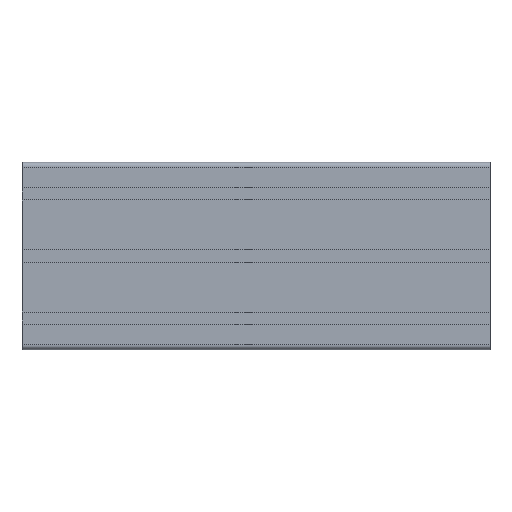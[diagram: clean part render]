
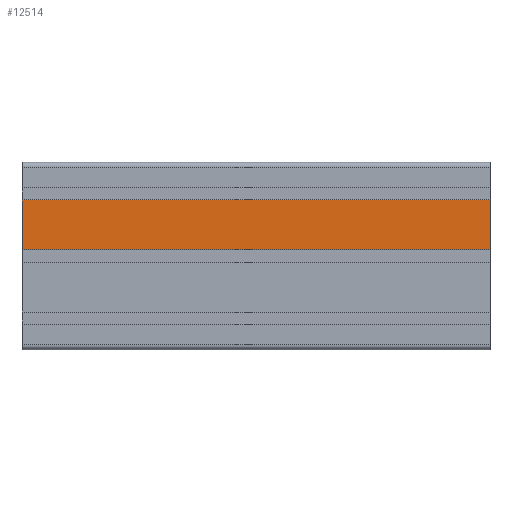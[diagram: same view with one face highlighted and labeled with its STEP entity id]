
A CAD part, left-side view. The second image highlights one B-rep face of the part: STEP entity #12514.
In plain terms, the highlighted face is planar.
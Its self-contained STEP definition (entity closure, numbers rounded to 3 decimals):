
#82 = EDGE_CURVE ( 'NONE', #6802, #14301, #3833, .T. ) ;
#84 = EDGE_CURVE ( 'NONE', #14264, #6802, #3834, .T. ) ;
#100 = EDGE_CURVE ( 'NONE', #14264, #14192, #3869, .T. ) ;
#160 = EDGE_CURVE ( 'NONE', #14192, #14301, #3975, .T. ) ;
#679 = VECTOR ( 'NONE', #3828, 1000. ) ;
#692 = VECTOR ( 'NONE', #3835, 1000. ) ;
#745 = VECTOR ( 'NONE', #3883, 1000. ) ;
#761 = VECTOR ( 'NONE', #4014, 1000. ) ;
#2674 = AXIS2_PLACEMENT_3D ( 'NONE', #9584, #9581, #9586 ) ;
#3827 = CARTESIAN_POINT ( 'NONE',  ( 20., 35.9, -300. ) ) ;
#3828 = DIRECTION ( 'NONE',  ( 0., 1., 0. ) ) ;
#3833 = LINE ( 'NONE', #3827, #692 ) ;
#3834 = LINE ( 'NONE', #3837, #679 ) ;
#3835 = DIRECTION ( 'NONE',  ( 0., 0., 1. ) ) ;
#3837 = CARTESIAN_POINT ( 'NONE',  ( 20., 4.1, -300. ) ) ;
#3869 = LINE ( 'NONE', #3870, #745 ) ;
#3870 = CARTESIAN_POINT ( 'NONE',  ( 20., 4.1, -300. ) ) ;
#3883 = DIRECTION ( 'NONE',  ( 0., 0., 1. ) ) ;
#3975 = LINE ( 'NONE', #4019, #761 ) ;
#4014 = DIRECTION ( 'NONE',  ( 0., 1., 0. ) ) ;
#4019 = CARTESIAN_POINT ( 'NONE',  ( 20., 4.1, 0. ) ) ;
#4178 = ORIENTED_EDGE ( 'NONE', *, *, #160, .F. ) ;
#4179 = ORIENTED_EDGE ( 'NONE', *, *, #82, .T. ) ;
#4184 = ORIENTED_EDGE ( 'NONE', *, *, #84, .T. ) ;
#4187 = ORIENTED_EDGE ( 'NONE', *, *, #100, .F. ) ;
#6448 = EDGE_LOOP ( 'NONE', ( #4178, #4187, #4184, #4179 ) ) ;
#6802 = VERTEX_POINT ( 'NONE', #13667 ) ;
#7855 = CARTESIAN_POINT ( 'NONE',  ( 20., 4.1, 0. ) ) ;
#8075 = CARTESIAN_POINT ( 'NONE',  ( 20., 4.1, -300. ) ) ;
#8160 = CARTESIAN_POINT ( 'NONE',  ( 20., 35.9, 0. ) ) ;
#9581 = DIRECTION ( 'NONE',  ( 1., 0., 0. ) ) ;
#9584 = CARTESIAN_POINT ( 'NONE',  ( 20., 4.1, -300. ) ) ;
#9586 = DIRECTION ( 'NONE',  ( 0., 0., -1. ) ) ;
#9587 = FACE_OUTER_BOUND ( 'NONE', #6448, .T. ) ;
#9598 = PLANE ( 'NONE',  #2674 ) ;
#12514 = ADVANCED_FACE ( 'NONE', ( #9587 ), #9598, .T. ) ;
#13667 = CARTESIAN_POINT ( 'NONE',  ( 20., 35.9, -300. ) ) ;
#14192 = VERTEX_POINT ( 'NONE', #7855 ) ;
#14264 = VERTEX_POINT ( 'NONE', #8075 ) ;
#14301 = VERTEX_POINT ( 'NONE', #8160 ) ;
